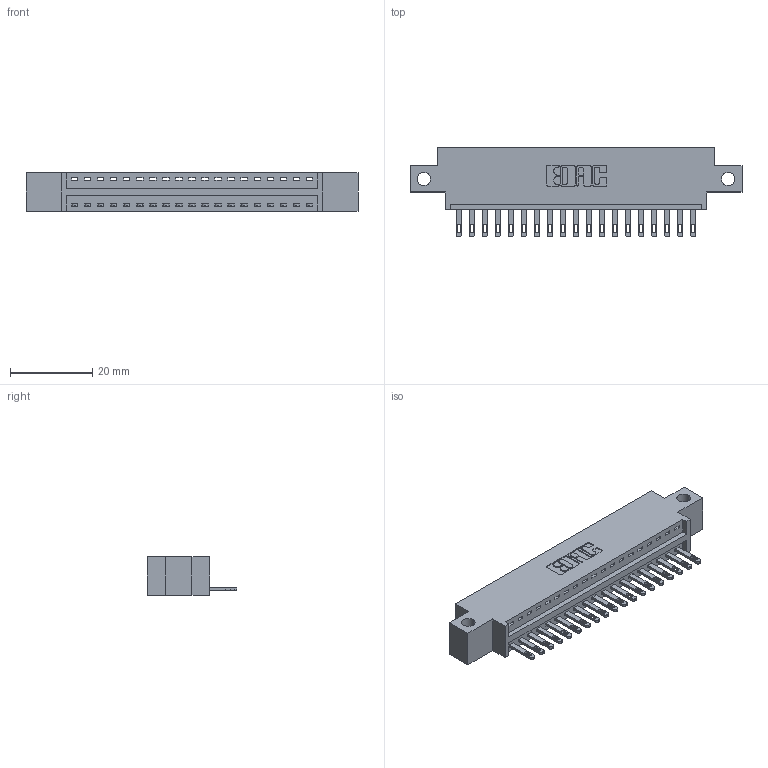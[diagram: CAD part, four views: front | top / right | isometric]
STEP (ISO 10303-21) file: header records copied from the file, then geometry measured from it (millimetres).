
FILE_DESCRIPTION (( 'STEP AP203' ), '1' );
FILE_NAME ('346-019-500-612.STEP', '2018-08-20T09:30:37', ( '' ), ( '' ), 'SwSTEP 2.0', 'SolidWorks 2016', '' );
FILE_SCHEMA (( 'CONFIG_CONTROL_DESIGN' ));
Length unit declared in the file: inch
Products named in the file (3): 346 Part_0.170 Offset - Side Mount; 345-292-001_345-293-100; 346-019-500-612
Assembly tree (20 placements, depth 2):
  346-019-500-612
    346 Part_0.170 Offset - Side Mount
    345-292-001_345-293-100  x19
Bounding box: 80.9 x 21.84 x 9.4 mm (x, y, z)
Volume: 7355.2 mm3; surface area: 9003.8 mm2
Topology: 20 solids, 20 shells, 1152 faces, 3533 edges, 2354 vertices
Faces by surface type: plane 726, cylinder 426
Entity records: 14953 total; most frequent: CARTESIAN_POINT 2577, ORIENTED_EDGE 2530, DIRECTION 2303, EDGE_CURVE 1265, LINE 1053, VECTOR 1053, VERTEX_POINT 842, AXIS2_PLACEMENT_3D 625
